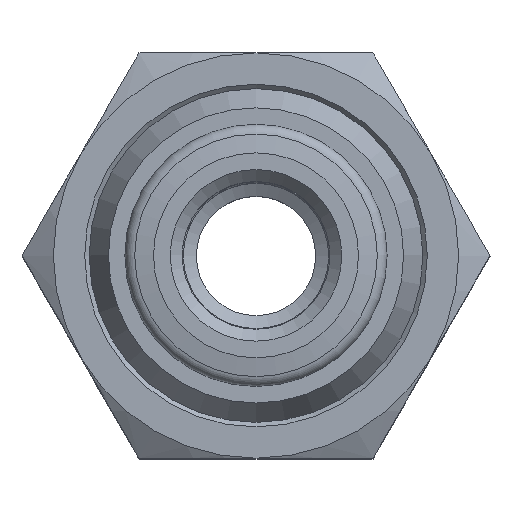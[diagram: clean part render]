
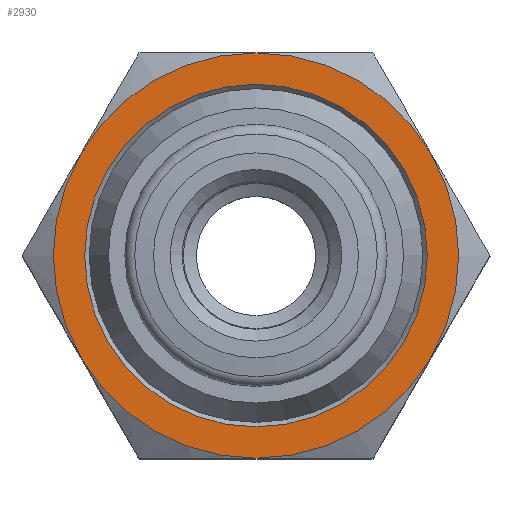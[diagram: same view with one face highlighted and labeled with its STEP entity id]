
A CAD part, top view. The second image highlights one B-rep face of the part: STEP entity #2930.
In plain terms, the highlighted planar face has unit normal (0, 0, 1).
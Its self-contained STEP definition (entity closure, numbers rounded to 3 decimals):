
#1342=PLANE('',#2738);
#1368=ORIENTED_EDGE('',*,*,#1744,.T.);
#1369=ORIENTED_EDGE('',*,*,#1745,.T.);
#1370=ORIENTED_EDGE('',*,*,#1746,.T.);
#1371=ORIENTED_EDGE('',*,*,#1747,.T.);
#1372=ORIENTED_EDGE('',*,*,#1748,.T.);
#1373=ORIENTED_EDGE('',*,*,#1749,.T.);
#1374=ORIENTED_EDGE('',*,*,#1750,.T.);
#1604=CIRCLE('',#2739,8.5);
#1605=CIRCLE('',#2740,8.5);
#1606=CIRCLE('',#2741,8.5);
#1607=CIRCLE('',#2742,8.5);
#1608=CIRCLE('',#2743,8.5);
#1609=CIRCLE('',#2744,8.5);
#1610=CIRCLE('',#2745,7.187);
#1662=VERTEX_POINT('',#2465);
#1663=VERTEX_POINT('',#2466);
#1664=VERTEX_POINT('',#2468);
#1665=VERTEX_POINT('',#2470);
#1666=VERTEX_POINT('',#2472);
#1667=VERTEX_POINT('',#2474);
#1668=VERTEX_POINT('',#2477);
#1744=EDGE_CURVE('',#1662,#1663,#1604,.T.);
#1745=EDGE_CURVE('',#1663,#1664,#1605,.T.);
#1746=EDGE_CURVE('',#1664,#1665,#1606,.T.);
#1747=EDGE_CURVE('',#1665,#1666,#1607,.T.);
#1748=EDGE_CURVE('',#1666,#1667,#1608,.T.);
#1749=EDGE_CURVE('',#1667,#1662,#1609,.T.);
#1750=EDGE_CURVE('',#1668,#1668,#1610,.T.);
#1862=EDGE_LOOP('',(#1368,#1369,#1370,#1371,#1372,#1373));
#1863=EDGE_LOOP('',(#1374));
#1970=FACE_BOUND('',#1862,.T.);
#1971=FACE_BOUND('',#1863,.T.);
#2086=DIRECTION('',(0.,0.,1.));
#2087=DIRECTION('',(0.,-1.,0.));
#2088=DIRECTION('',(0.,0.,1.));
#2089=DIRECTION('',(-7.361,-4.25,0.));
#2090=DIRECTION('',(0.,0.,1.));
#2091=DIRECTION('',(0.,-8.5,0.));
#2092=DIRECTION('',(0.,0.,1.));
#2093=DIRECTION('',(7.361,-4.25,0.));
#2094=DIRECTION('',(0.,0.,1.));
#2095=DIRECTION('',(7.361,4.25,0.));
#2096=DIRECTION('',(0.,0.,1.));
#2097=DIRECTION('',(0.,8.5,0.));
#2098=DIRECTION('',(0.,0.,1.));
#2099=DIRECTION('',(-7.361,4.25,0.));
#2100=DIRECTION('',(0.,0.,-1.));
#2101=DIRECTION('',(0.,7.187,0.));
#2464=CARTESIAN_POINT('',(-7.361,-4.25,5.5));
#2465=CARTESIAN_POINT('',(-7.361,-4.25,5.5));
#2466=CARTESIAN_POINT('',(0.,-8.5,5.5));
#2467=CARTESIAN_POINT('',(0.,0.,5.5));
#2468=CARTESIAN_POINT('',(7.361,-4.25,5.5));
#2469=CARTESIAN_POINT('',(0.,0.,5.5));
#2470=CARTESIAN_POINT('',(7.361,4.25,5.5));
#2471=CARTESIAN_POINT('',(0.,0.,5.5));
#2472=CARTESIAN_POINT('',(0.,8.5,5.5));
#2473=CARTESIAN_POINT('',(0.,0.,5.5));
#2474=CARTESIAN_POINT('',(-7.361,4.25,5.5));
#2475=CARTESIAN_POINT('',(0.,0.,5.5));
#2476=CARTESIAN_POINT('',(0.,0.,5.5));
#2477=CARTESIAN_POINT('',(0.,7.187,5.5));
#2478=CARTESIAN_POINT('',(0.,0.,5.5));
#2738=AXIS2_PLACEMENT_3D('',#2464,#2086,#2087);
#2739=AXIS2_PLACEMENT_3D('',#2467,#2088,#2089);
#2740=AXIS2_PLACEMENT_3D('',#2469,#2090,#2091);
#2741=AXIS2_PLACEMENT_3D('',#2471,#2092,#2093);
#2742=AXIS2_PLACEMENT_3D('',#2473,#2094,#2095);
#2743=AXIS2_PLACEMENT_3D('',#2475,#2096,#2097);
#2744=AXIS2_PLACEMENT_3D('',#2476,#2098,#2099);
#2745=AXIS2_PLACEMENT_3D('',#2478,#2100,#2101);
#2930=ADVANCED_FACE('',(#1970,#1971),#1342,.T.);
